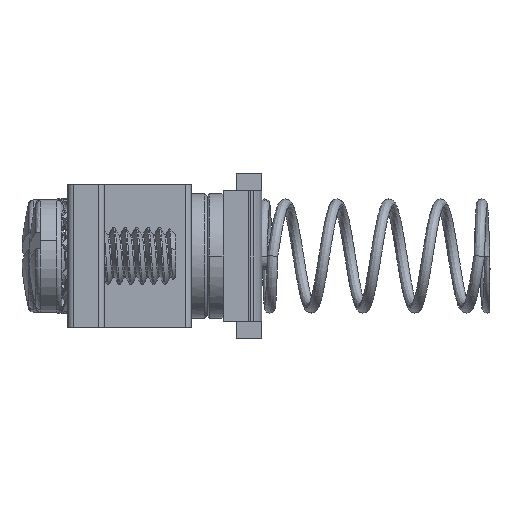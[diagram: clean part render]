
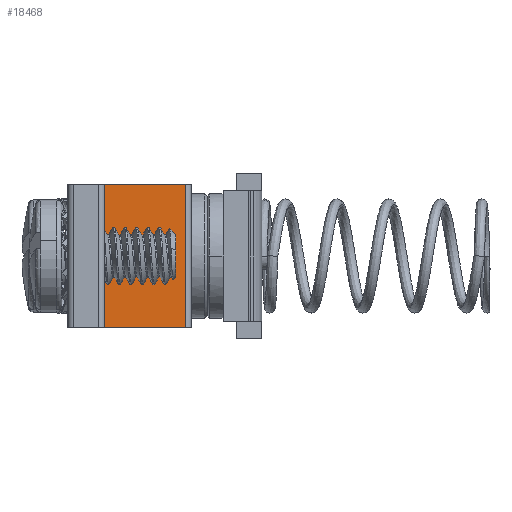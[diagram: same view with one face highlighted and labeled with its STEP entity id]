
A CAD part, left-side view. The second image highlights one B-rep face of the part: STEP entity #18468.
In plain terms, the highlighted planar face has unit normal (-1, 0, 0).
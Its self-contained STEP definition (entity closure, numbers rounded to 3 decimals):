
#118 = CARTESIAN_POINT ( 'NONE',  ( -33.083, 5.715, -8.001 ) ) ;
#4454 = LINE ( 'NONE', #25547, #26609 ) ;
#4714 = ORIENTED_EDGE ( 'NONE', *, *, #9854, .T. ) ;
#5664 = LINE ( 'NONE', #17017, #10015 ) ;
#8059 = CARTESIAN_POINT ( 'NONE',  ( -33.083, 14.732, 8.001 ) ) ;
#8297 = EDGE_CURVE ( 'NONE', #25567, #24444, #24048, .T. ) ;
#8592 = ORIENTED_EDGE ( 'NONE', *, *, #17195, .F. ) ;
#9263 = AXIS2_PLACEMENT_3D ( 'NONE', #8059, #23058, #10281 ) ;
#9854 = EDGE_CURVE ( 'NONE', #24411, #25567, #4454, .T. ) ;
#9986 = ORIENTED_EDGE ( 'NONE', *, *, #8297, .T. ) ;
#10015 = VECTOR ( 'NONE', #14679, 1000. ) ;
#10281 = DIRECTION ( 'NONE',  ( 0., 0., 1. ) ) ;
#11408 = DIRECTION ( 'NONE',  ( 0., -1., 0. ) ) ;
#11944 = ORIENTED_EDGE ( 'NONE', *, *, #17969, .F. ) ;
#12076 = LINE ( 'NONE', #15897, #22167 ) ;
#12645 = VECTOR ( 'NONE', #11408, 1000. ) ;
#14679 = DIRECTION ( 'NONE',  ( 0., -1., 0. ) ) ;
#15897 = CARTESIAN_POINT ( 'NONE',  ( -33.083, 5.715, 8.001 ) ) ;
#17017 = CARTESIAN_POINT ( 'NONE',  ( -33.083, 14.732, 8.001 ) ) ;
#17195 = EDGE_CURVE ( 'NONE', #18451, #24444, #12076, .T. ) ;
#17969 = EDGE_CURVE ( 'NONE', #24411, #18451, #5664, .T. ) ;
#18451 = VERTEX_POINT ( 'NONE', #18778 ) ;
#18468 = ADVANCED_FACE ( 'NONE', ( #25795 ), #20926, .F. ) ;
#18778 = CARTESIAN_POINT ( 'NONE',  ( -33.083, 5.715, 8.001 ) ) ;
#19378 = CARTESIAN_POINT ( 'NONE',  ( -33.083, 14.732, 8.001 ) ) ;
#20926 = PLANE ( 'NONE',  #9263 ) ;
#21404 = EDGE_LOOP ( 'NONE', ( #9986, #8592, #11944, #4714 ) ) ;
#22124 = CARTESIAN_POINT ( 'NONE',  ( -33.083, 14.732, -8.001 ) ) ;
#22167 = VECTOR ( 'NONE', #23433, 1000. ) ;
#23058 = DIRECTION ( 'NONE',  ( 1., 0., 0. ) ) ;
#23222 = DIRECTION ( 'NONE',  ( 0., 0., -1. ) ) ;
#23433 = DIRECTION ( 'NONE',  ( 0., 0., -1. ) ) ;
#24048 = LINE ( 'NONE', #22124, #12645 ) ;
#24411 = VERTEX_POINT ( 'NONE', #19378 ) ;
#24444 = VERTEX_POINT ( 'NONE', #118 ) ;
#25298 = CARTESIAN_POINT ( 'NONE',  ( -33.083, 14.732, -8.001 ) ) ;
#25547 = CARTESIAN_POINT ( 'NONE',  ( -33.083, 14.732, 8.001 ) ) ;
#25567 = VERTEX_POINT ( 'NONE', #25298 ) ;
#25795 = FACE_OUTER_BOUND ( 'NONE', #21404, .T. ) ;
#26609 = VECTOR ( 'NONE', #23222, 1000. ) ;
